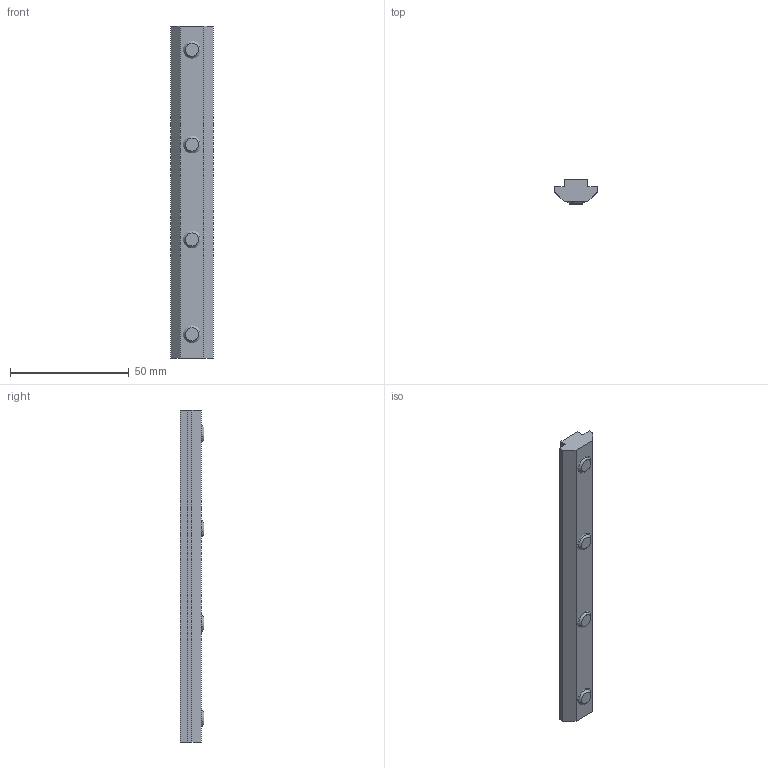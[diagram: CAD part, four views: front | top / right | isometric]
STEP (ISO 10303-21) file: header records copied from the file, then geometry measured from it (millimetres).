
FILE_DESCRIPTION (( 'STEP AP203' ), '1' );
FILE_NAME ('3.51.10.STEP', '2014-06-25T02:36:48', ( 'USER' ), ( 'Microsoft' ), 'SwSTEP 2.0', 'SolidWorks 2012', '' );
FILE_SCHEMA (( 'CONFIG_CONTROL_DESIGN' ));
Length unit declared in the file: millimetre
Products named in the file (1): 3.51.10
Bounding box: 18 x 10 x 140 mm (x, y, z)
Surface area: 8210.4 mm2 (no closed solid volume)
Topology: 0 solids, 9 shells, 74 faces, 192 edges, 128 vertices
Faces by surface type: plane 50, cone 16, cylinder 8
Entity records: 2317 total; most frequent: DIRECTION 396, CARTESIAN_POINT 395, ORIENTED_EDGE 338, EDGE_CURVE 192, VECTOR 138, LINE 138, AXIS2_PLACEMENT_3D 129, VERTEX_POINT 128
